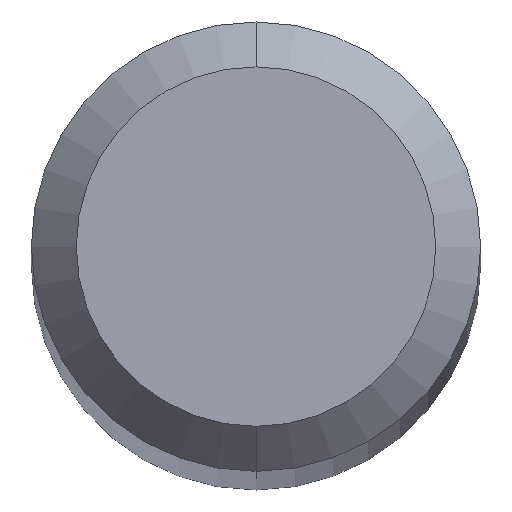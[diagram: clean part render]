
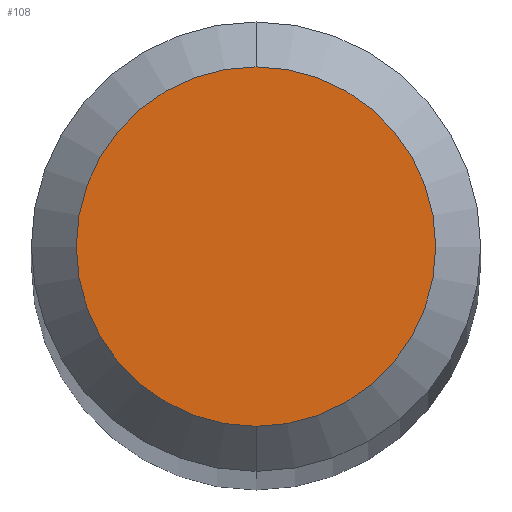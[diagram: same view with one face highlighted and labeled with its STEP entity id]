
A CAD part, top view. The second image highlights one B-rep face of the part: STEP entity #108.
In plain terms, the highlighted planar face has unit normal (0, 0, 1).
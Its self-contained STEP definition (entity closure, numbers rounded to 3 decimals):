
#9 = EDGE_CURVE ( 'NONE', #102, #144, #57, .T. ) ;
#12 = ORIENTED_EDGE ( 'NONE', *, *, #9, .T. ) ;
#20 = PLANE ( 'NONE',  #63 ) ;
#36 = DIRECTION ( 'NONE',  ( 0., 0., -1. ) ) ;
#41 = CIRCLE ( 'NONE', #214, 1.011 ) ;
#52 = EDGE_CURVE ( 'NONE', #144, #102, #41, .T. ) ;
#57 = CIRCLE ( 'NONE', #188, 1.011 ) ;
#61 = CARTESIAN_POINT ( 'NONE',  ( 0., 0., 0. ) ) ;
#63 = AXIS2_PLACEMENT_3D ( 'NONE', #183, #36, #181 ) ;
#69 = ORIENTED_EDGE ( 'NONE', *, *, #52, .T. ) ;
#99 = CARTESIAN_POINT ( 'NONE',  ( 0., -1.011, 0. ) ) ;
#102 = VERTEX_POINT ( 'NONE', #169 ) ;
#108 = ADVANCED_FACE ( 'NONE', ( #116 ), #20, .F. ) ;
#110 = DIRECTION ( 'NONE',  ( 0., 0., 1. ) ) ;
#116 = FACE_OUTER_BOUND ( 'NONE', #120, .T. ) ;
#120 = EDGE_LOOP ( 'NONE', ( #12, #69 ) ) ;
#127 = DIRECTION ( 'NONE',  ( 0., 1., 0. ) ) ;
#144 = VERTEX_POINT ( 'NONE', #99 ) ;
#145 = CARTESIAN_POINT ( 'NONE',  ( 0., 0., 0. ) ) ;
#147 = DIRECTION ( 'NONE',  ( 0., 1., 0. ) ) ;
#161 = DIRECTION ( 'NONE',  ( 0., 0., 1. ) ) ;
#169 = CARTESIAN_POINT ( 'NONE',  ( 0., 1.011, 0. ) ) ;
#181 = DIRECTION ( 'NONE',  ( 0., 1., 0. ) ) ;
#183 = CARTESIAN_POINT ( 'NONE',  ( 0., 1.264, 0. ) ) ;
#188 = AXIS2_PLACEMENT_3D ( 'NONE', #145, #161, #127 ) ;
#214 = AXIS2_PLACEMENT_3D ( 'NONE', #61, #110, #147 ) ;
